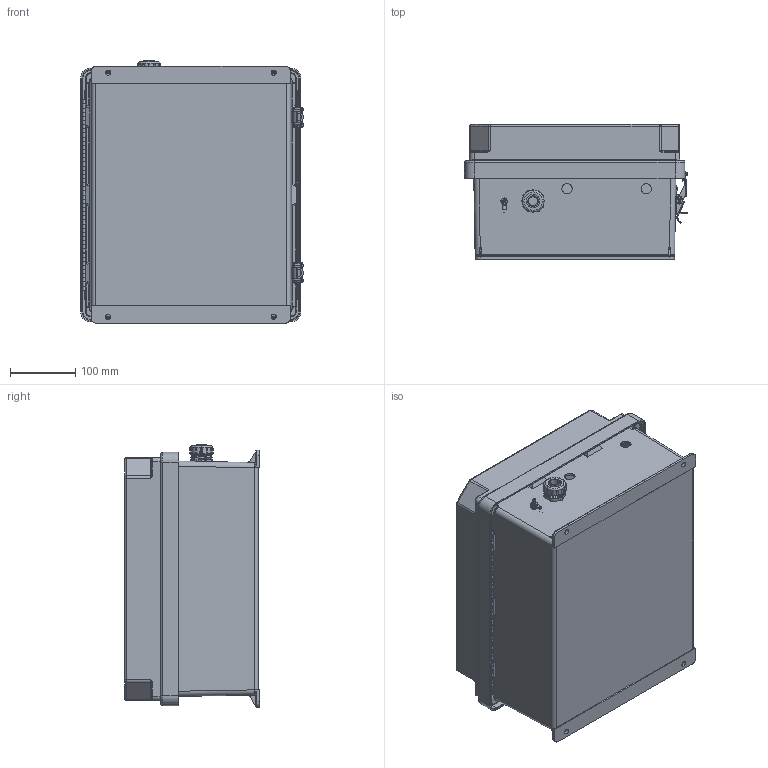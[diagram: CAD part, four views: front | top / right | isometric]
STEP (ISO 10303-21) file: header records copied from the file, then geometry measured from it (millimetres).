
FILE_DESCRIPTION (( 'STEP AP214' ), '1' );
FILE_NAME ('NB141207-000DR_3D.step', '2025-10-28T17:08:52', ( '' ), ( '' ), 'SwSTEP 2.0', 'SolidWorks 2025', '' );
FILE_SCHEMA (( 'AUTOMOTIVE_DESIGN' ));
Length unit declared in the file: inch
Products named in the file (16): XCT-0011; XF1005-01; 10-32 NEMA PLATE SCREW; NB141207-DoorClasp-2; XC-0003; XCT-0005; NB141207-DoorClasp-1; XFS-0026; XCT-0010; GroundWire-14-DIN; NB141207-000DR_3D; XFN-0003; NB141207-Box; XFW-0002; NB141207-Lid-2; NB141207-Hinge
Assembly tree (23 placements, depth 2):
  NB141207-000DR_3D
    NB141207-Box
    NB141207-Hinge  x2
    NB141207-Lid-2
    NB141207-DoorClasp-1  x2
    NB141207-DoorClasp-2  x2
    XC-0003
    XFS-0026
    XCT-0005
    XFN-0003  x2
    XFW-0002
    XCT-0010
    XCT-0011
    10-32 NEMA PLATE SCREW  x4
    XF1005-01  x2
    GroundWire-14-DIN
Bounding box: 342.11 x 206.5 x 402.51 mm (x, y, z)
Volume: 2047838.6 mm3; surface area: 1223209.4 mm2
Topology: 29 solids, 30 shells, 3040 faces, 7551 edges, 4552 vertices
Faces by surface type: cylinder 931, plane 846, cone 815, torus 290, bspline 150, sphere 8
Entity records: 72380 total; most frequent: CARTESIAN_POINT 19084, DIRECTION 11360, ORIENTED_EDGE 11054, EDGE_CURVE 5527, AXIS2_PLACEMENT_3D 4363, VERTEX_POINT 3361, LINE 2634, VECTOR 2634
